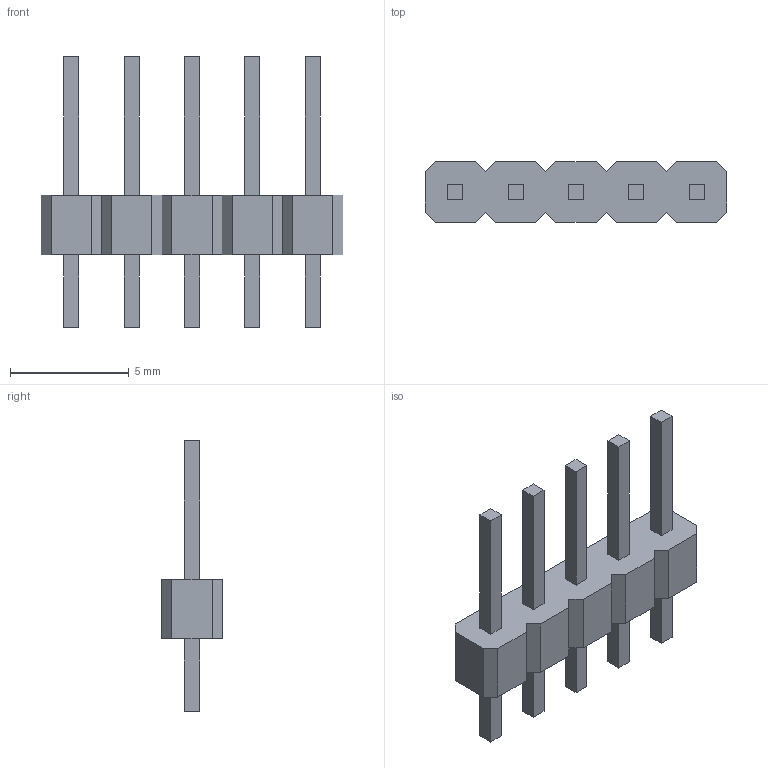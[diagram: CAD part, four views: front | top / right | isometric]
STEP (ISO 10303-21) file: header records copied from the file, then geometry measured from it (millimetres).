
FILE_DESCRIPTION (( 'STEP AP203' ), '1' );
FILE_NAME ('header_standard_2.54mm_pitch_5x1.STEP', '2015-02-22T10:56:49', ( '' ), ( '' ), 'SwSTEP 2.0', 'SolidWorks 2013', '' );
FILE_SCHEMA (( 'CONFIG_CONTROL_DESIGN' ));
Length unit declared in the file: millimetre
Products named in the file (1): header_standard_2.54mm_pitch_5x1
Bounding box: 12.7 x 2.54 x 11.39 mm (x, y, z)
Volume: 94.4 mm3; surface area: 255.5 mm2
Topology: 1 solids, 1 shells, 84 faces, 216 edges, 144 vertices
Faces by surface type: plane 84
Entity records: 2577 total; most frequent: CARTESIAN_POINT 445, ORIENTED_EDGE 432, DIRECTION 386, LINE 216, VECTOR 216, EDGE_CURVE 216, VERTEX_POINT 144, EDGE_LOOP 94
